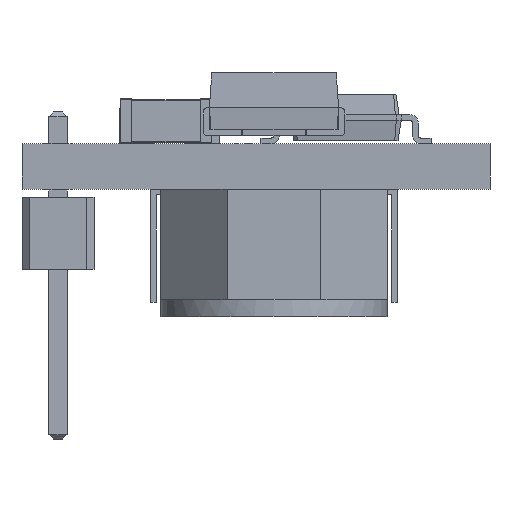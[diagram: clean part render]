
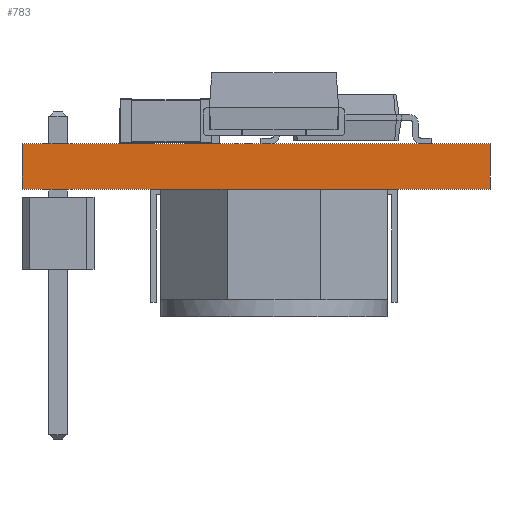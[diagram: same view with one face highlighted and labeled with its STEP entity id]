
A CAD part, left-side view. The second image highlights one B-rep face of the part: STEP entity #783.
In plain terms, the highlighted planar face has unit normal (-1, 0, 0).
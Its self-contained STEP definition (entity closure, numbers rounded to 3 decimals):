
#72=DIRECTION('',(-1.,0.,0.));
#165=DIRECTION('',(0.,-1.,0.));
#229=VERTEX_POINT('',#230);
#230=CARTESIAN_POINT('',(-2.667,1.269,6.107));
#234=EDGE_CURVE('',#229,#235,#237,.T.);
#235=VERTEX_POINT('',#236);
#236=CARTESIAN_POINT('',(-2.667,-15.241,6.107));
#237=LINE('',#230,#238);
#238=VECTOR('',#165,1.);
#755=VECTOR('',#756,1.);
#756=DIRECTION('',(0.,0.,-1.));
#772=EDGE_CURVE('',#235,#773,#775,.T.);
#773=VERTEX_POINT('',#774);
#774=CARTESIAN_POINT('',(-2.667,-15.241,4.507));
#775=LINE('',#236,#755);
#783=ADVANCED_FACE('',(#784),#796,.T.);
#784=FACE_BOUND('',#785,.T.);
#785=EDGE_LOOP('',(#786,#791,#794,#795));
#786=ORIENTED_EDGE('',*,*,#787,.T.);
#787=EDGE_CURVE('',#229,#788,#790,.T.);
#788=VERTEX_POINT('',#789);
#789=CARTESIAN_POINT('',(-2.667,1.269,4.507));
#790=LINE('',#230,#755);
#791=ORIENTED_EDGE('',*,*,#792,.T.);
#792=EDGE_CURVE('',#788,#773,#793,.T.);
#793=LINE('',#789,#238);
#794=ORIENTED_EDGE('',*,*,#772,.F.);
#795=ORIENTED_EDGE('',*,*,#234,.F.);
#796=PLANE('',#797);
#797=AXIS2_PLACEMENT_3D('',#230,#72,#165);
